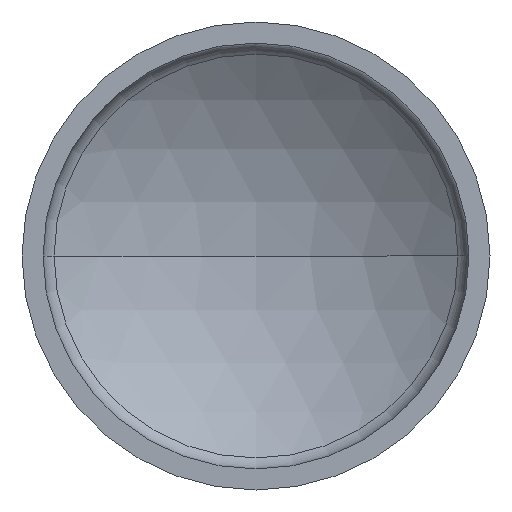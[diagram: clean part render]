
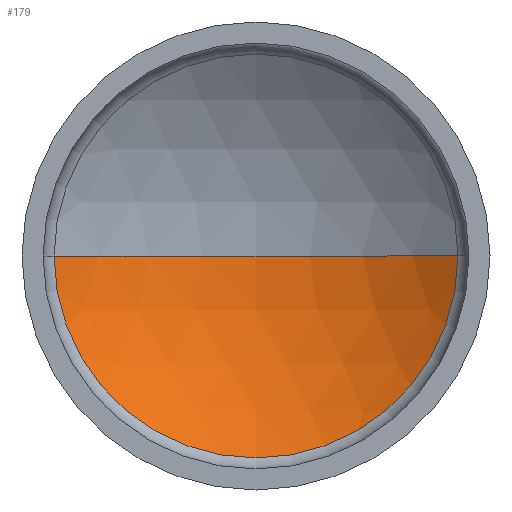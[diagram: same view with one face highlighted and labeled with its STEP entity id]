
A CAD part, front view. The second image highlights one B-rep face of the part: STEP entity #179.
In plain terms, the highlighted spherical face has radius 31.6 mm.
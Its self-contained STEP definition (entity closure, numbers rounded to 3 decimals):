
#4 = CIRCLE ( 'NONE', #343, 31.6 ) ;
#5 = DIRECTION ( 'NONE',  ( 0., 1., 0. ) ) ;
#12 = ORIENTED_EDGE ( 'NONE', *, *, #304, .F. ) ;
#17 = ORIENTED_EDGE ( 'NONE', *, *, #243, .F. ) ;
#40 = ORIENTED_EDGE ( 'NONE', *, *, #408, .T. ) ;
#61 = DIRECTION ( 'NONE',  ( -1., 0., 0. ) ) ;
#64 = DIRECTION ( 'NONE',  ( -1., 0., 0. ) ) ;
#74 = VERTEX_POINT ( 'NONE', #174 ) ;
#77 = VERTEX_POINT ( 'NONE', #268 ) ;
#80 = AXIS2_PLACEMENT_3D ( 'NONE', #126, #279, #64 ) ;
#93 = CARTESIAN_POINT ( 'NONE',  ( 0., -16.6, 0. ) ) ;
#95 = CARTESIAN_POINT ( 'NONE',  ( -19.2, 8.498, 0. ) ) ;
#96 = FACE_OUTER_BOUND ( 'NONE', #330, .T. ) ;
#118 = AXIS2_PLACEMENT_3D ( 'NONE', #93, #218, #61 ) ;
#126 = CARTESIAN_POINT ( 'NONE',  ( 0., -16.6, 0. ) ) ;
#159 = CIRCLE ( 'NONE', #398, 19.2 ) ;
#163 = DIRECTION ( 'NONE',  ( -1., 0., 0. ) ) ;
#174 = CARTESIAN_POINT ( 'NONE',  ( 19.2, 8.498, 0. ) ) ;
#179 = ADVANCED_FACE ( 'NONE', ( #96 ), #342, .F. ) ;
#201 = VERTEX_POINT ( 'NONE', #95 ) ;
#218 = DIRECTION ( 'NONE',  ( 0., 0., -1. ) ) ;
#233 = DIRECTION ( 'NONE',  ( 1., 0., 0. ) ) ;
#243 = EDGE_CURVE ( 'NONE', #201, #77, #295, .T. ) ;
#268 = CARTESIAN_POINT ( 'NONE',  ( 0., 15., 0. ) ) ;
#279 = DIRECTION ( 'NONE',  ( 0., 0., 1. ) ) ;
#288 = CARTESIAN_POINT ( 'NONE',  ( 0., 8.498, 0. ) ) ;
#295 = CIRCLE ( 'NONE', #118, 31.6 ) ;
#304 = EDGE_CURVE ( 'NONE', #74, #201, #159, .T. ) ;
#330 = EDGE_LOOP ( 'NONE', ( #12, #40, #17 ) ) ;
#342 = SPHERICAL_SURFACE ( 'NONE', #80, 31.6 ) ;
#343 = AXIS2_PLACEMENT_3D ( 'NONE', #389, #386, #233 ) ;
#386 = DIRECTION ( 'NONE',  ( 0., 0., 1. ) ) ;
#389 = CARTESIAN_POINT ( 'NONE',  ( 0., -16.6, 0. ) ) ;
#398 = AXIS2_PLACEMENT_3D ( 'NONE', #288, #5, #163 ) ;
#408 = EDGE_CURVE ( 'NONE', #74, #77, #4, .T. ) ;
